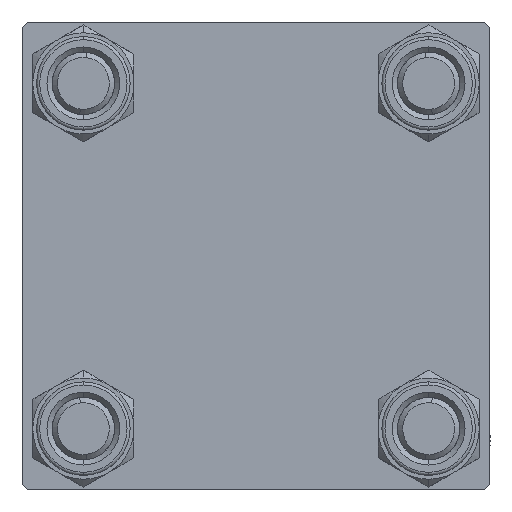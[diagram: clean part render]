
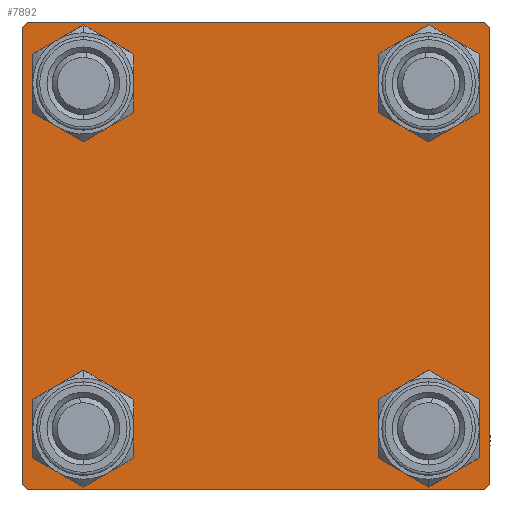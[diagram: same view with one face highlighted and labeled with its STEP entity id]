
A CAD part, left-side view. The second image highlights one B-rep face of the part: STEP entity #7892.
In plain terms, the highlighted planar face has unit normal (-1, 0, 0).
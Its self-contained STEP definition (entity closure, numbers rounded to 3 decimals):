
#168 = CARTESIAN_POINT ( 'NONE',  ( 0., -22., 22.5 ) ) ;
#525 = VERTEX_POINT ( 'NONE', #42291 ) ;
#702 = EDGE_CURVE ( 'NONE', #10557, #47532, #15732, .T. ) ;
#1525 = DIRECTION ( 'NONE',  ( -1., 0., 0. ) ) ;
#1707 = EDGE_CURVE ( 'NONE', #35501, #31532, #48059, .T. ) ;
#1839 = DIRECTION ( 'NONE',  ( 1., 0., 0. ) ) ;
#1892 = CARTESIAN_POINT ( 'NONE',  ( 0., -22.25, 22.25 ) ) ;
#2477 = ORIENTED_EDGE ( 'NONE', *, *, #43780, .F. ) ;
#2951 = EDGE_LOOP ( 'NONE', ( #43933, #8031 ) ) ;
#3008 = VECTOR ( 'NONE', #46521, 1000. ) ;
#3209 = ORIENTED_EDGE ( 'NONE', *, *, #44315, .T. ) ;
#3540 = ORIENTED_EDGE ( 'NONE', *, *, #16015, .T. ) ;
#3964 = ORIENTED_EDGE ( 'NONE', *, *, #702, .T. ) ;
#4091 = EDGE_CURVE ( 'NONE', #525, #31532, #37264, .T. ) ;
#4097 = CARTESIAN_POINT ( 'NONE',  ( 0., 16.6, -16.6 ) ) ;
#4296 = CARTESIAN_POINT ( 'NONE',  ( 0., -16.6, -16.6 ) ) ;
#4325 = LINE ( 'NONE', #19351, #18786 ) ;
#4942 = VERTEX_POINT ( 'NONE', #26429 ) ;
#5056 = DIRECTION ( 'NONE',  ( 0., -1., 0. ) ) ;
#6636 = CIRCLE ( 'NONE', #21283, 3.5 ) ;
#7002 = EDGE_CURVE ( 'NONE', #44240, #4942, #22778, .T. ) ;
#7892 = ADVANCED_FACE ( 'NONE', ( #20853, #10135, #21594, #33318, #13965 ), #41213, .T. ) ;
#8031 = ORIENTED_EDGE ( 'NONE', *, *, #15967, .T. ) ;
#8527 = CIRCLE ( 'NONE', #22346, 3.5 ) ;
#8644 = DIRECTION ( 'NONE',  ( 1., 0., 0. ) ) ;
#8678 = VECTOR ( 'NONE', #43255, 1000. ) ;
#8747 = CARTESIAN_POINT ( 'NONE',  ( 0., -22.5, 22.5 ) ) ;
#9826 = EDGE_LOOP ( 'NONE', ( #22275, #33499 ) ) ;
#10041 = VERTEX_POINT ( 'NONE', #29943 ) ;
#10135 = FACE_BOUND ( 'NONE', #28651, .T. ) ;
#10557 = VERTEX_POINT ( 'NONE', #11009 ) ;
#10912 = EDGE_LOOP ( 'NONE', ( #35537, #33233 ) ) ;
#10994 = AXIS2_PLACEMENT_3D ( 'NONE', #4097, #8644, #35649 ) ;
#11009 = CARTESIAN_POINT ( 'NONE',  ( 0., -16.6, -20.1 ) ) ;
#13965 = FACE_OUTER_BOUND ( 'NONE', #42852, .T. ) ;
#14628 = EDGE_CURVE ( 'NONE', #19059, #18211, #22662, .T. ) ;
#14978 = DIRECTION ( 'NONE',  ( 0., 0., 1. ) ) ;
#15602 = DIRECTION ( 'NONE',  ( 1., 0., 0. ) ) ;
#15732 = CIRCLE ( 'NONE', #38524, 3.5 ) ;
#15967 = EDGE_CURVE ( 'NONE', #26403, #10041, #19885, .T. ) ;
#16015 = EDGE_CURVE ( 'NONE', #47532, #10557, #8527, .T. ) ;
#16103 = DIRECTION ( 'NONE',  ( 0., 0., 1. ) ) ;
#16593 = VECTOR ( 'NONE', #38067, 1000. ) ;
#16626 = LINE ( 'NONE', #8747, #29497 ) ;
#16771 = CARTESIAN_POINT ( 'NONE',  ( 0., -16.6, -13.1 ) ) ;
#16815 = CARTESIAN_POINT ( 'NONE',  ( 0., -16.6, -16.6 ) ) ;
#17923 = VERTEX_POINT ( 'NONE', #35514 ) ;
#18107 = EDGE_CURVE ( 'NONE', #49976, #37836, #32127, .T. ) ;
#18211 = VERTEX_POINT ( 'NONE', #21363 ) ;
#18387 = AXIS2_PLACEMENT_3D ( 'NONE', #40731, #36414, #32584 ) ;
#18786 = VECTOR ( 'NONE', #38953, 1000. ) ;
#19059 = VERTEX_POINT ( 'NONE', #49164 ) ;
#19330 = LINE ( 'NONE', #31779, #32195 ) ;
#19351 = CARTESIAN_POINT ( 'NONE',  ( 0., 22.5, 22.5 ) ) ;
#19885 = CIRCLE ( 'NONE', #48333, 3.5 ) ;
#20147 = AXIS2_PLACEMENT_3D ( 'NONE', #30632, #15602, #16103 ) ;
#20285 = ORIENTED_EDGE ( 'NONE', *, *, #39181, .T. ) ;
#20648 = VECTOR ( 'NONE', #5056, 1000. ) ;
#20853 = FACE_BOUND ( 'NONE', #10912, .T. ) ;
#20921 = EDGE_CURVE ( 'NONE', #35501, #17923, #35359, .T. ) ;
#21174 = VERTEX_POINT ( 'NONE', #48068 ) ;
#21283 = AXIS2_PLACEMENT_3D ( 'NONE', #44342, #1839, #48153 ) ;
#21348 = CARTESIAN_POINT ( 'NONE',  ( 0., 0., 0. ) ) ;
#21363 = CARTESIAN_POINT ( 'NONE',  ( 0., -16.6, 13.1 ) ) ;
#21594 = FACE_BOUND ( 'NONE', #9826, .T. ) ;
#22275 = ORIENTED_EDGE ( 'NONE', *, *, #22865, .T. ) ;
#22346 = AXIS2_PLACEMENT_3D ( 'NONE', #16815, #37178, #44319 ) ;
#22662 = CIRCLE ( 'NONE', #23489, 3.5 ) ;
#22778 = LINE ( 'NONE', #49766, #16593 ) ;
#22865 = EDGE_CURVE ( 'NONE', #37836, #49976, #37912, .T. ) ;
#23030 = ORIENTED_EDGE ( 'NONE', *, *, #7002, .T. ) ;
#23489 = AXIS2_PLACEMENT_3D ( 'NONE', #30383, #38288, #27075 ) ;
#23844 = EDGE_CURVE ( 'NONE', #21174, #44240, #19330, .T. ) ;
#25025 = CARTESIAN_POINT ( 'NONE',  ( 0., 16.6, -13.1 ) ) ;
#25216 = DIRECTION ( 'NONE',  ( 0., 0., 1. ) ) ;
#26403 = VERTEX_POINT ( 'NONE', #49545 ) ;
#26429 = CARTESIAN_POINT ( 'NONE',  ( 0., -22., -22.5 ) ) ;
#26453 = ORIENTED_EDGE ( 'NONE', *, *, #4091, .T. ) ;
#26665 = CARTESIAN_POINT ( 'NONE',  ( 0., 22., -22.5 ) ) ;
#27075 = DIRECTION ( 'NONE',  ( 0., 0., 1. ) ) ;
#28097 = DIRECTION ( 'NONE',  ( 0., 0., -1. ) ) ;
#28135 = ORIENTED_EDGE ( 'NONE', *, *, #20921, .T. ) ;
#28651 = EDGE_LOOP ( 'NONE', ( #3540, #3964 ) ) ;
#29497 = VECTOR ( 'NONE', #28097, 1000. ) ;
#29902 = ORIENTED_EDGE ( 'NONE', *, *, #23844, .T. ) ;
#29943 = CARTESIAN_POINT ( 'NONE',  ( 0., 16.6, 20.1 ) ) ;
#30383 = CARTESIAN_POINT ( 'NONE',  ( 0., -16.6, 16.6 ) ) ;
#30632 = CARTESIAN_POINT ( 'NONE',  ( 0., 16.6, 16.6 ) ) ;
#30787 = CARTESIAN_POINT ( 'NONE',  ( 0., 22.25, 22.25 ) ) ;
#30987 = CARTESIAN_POINT ( 'NONE',  ( 0., -22.25, -22.25 ) ) ;
#31532 = VERTEX_POINT ( 'NONE', #168 ) ;
#31779 = CARTESIAN_POINT ( 'NONE',  ( 0., 22.25, -22.25 ) ) ;
#32127 = CIRCLE ( 'NONE', #10994, 3.5 ) ;
#32195 = VECTOR ( 'NONE', #34859, 1000. ) ;
#32584 = DIRECTION ( 'NONE',  ( 0., 0., 1. ) ) ;
#33192 = DIRECTION ( 'NONE',  ( 0., 0.707, 0.707 ) ) ;
#33233 = ORIENTED_EDGE ( 'NONE', *, *, #41224, .T. ) ;
#33318 = FACE_BOUND ( 'NONE', #2951, .T. ) ;
#33499 = ORIENTED_EDGE ( 'NONE', *, *, #18107, .T. ) ;
#34345 = DIRECTION ( 'NONE',  ( 1., 0., 0. ) ) ;
#34816 = LINE ( 'NONE', #30987, #3008 ) ;
#34859 = DIRECTION ( 'NONE',  ( 0., -0.707, -0.707 ) ) ;
#35147 = CARTESIAN_POINT ( 'NONE',  ( 0., -22.5, -22. ) ) ;
#35359 = LINE ( 'NONE', #30787, #8678 ) ;
#35501 = VERTEX_POINT ( 'NONE', #37642 ) ;
#35514 = CARTESIAN_POINT ( 'NONE',  ( 0., 22.5, 22. ) ) ;
#35537 = ORIENTED_EDGE ( 'NONE', *, *, #14628, .T. ) ;
#35649 = DIRECTION ( 'NONE',  ( 0., 0., 1. ) ) ;
#36177 = CARTESIAN_POINT ( 'NONE',  ( 0., 16.6, 16.6 ) ) ;
#36414 = DIRECTION ( 'NONE',  ( 1., 0., 0. ) ) ;
#37178 = DIRECTION ( 'NONE',  ( 1., 0., 0. ) ) ;
#37192 = CIRCLE ( 'NONE', #20147, 3.5 ) ;
#37264 = LINE ( 'NONE', #1892, #49207 ) ;
#37281 = ORIENTED_EDGE ( 'NONE', *, *, #1707, .F. ) ;
#37642 = CARTESIAN_POINT ( 'NONE',  ( 0., 22., 22.5 ) ) ;
#37836 = VERTEX_POINT ( 'NONE', #25025 ) ;
#37912 = CIRCLE ( 'NONE', #18387, 3.5 ) ;
#38067 = DIRECTION ( 'NONE',  ( 0., -1., 0. ) ) ;
#38288 = DIRECTION ( 'NONE',  ( 1., 0., 0. ) ) ;
#38524 = AXIS2_PLACEMENT_3D ( 'NONE', #4296, #34345, #14978 ) ;
#38953 = DIRECTION ( 'NONE',  ( 0., 0., -1. ) ) ;
#39181 = EDGE_CURVE ( 'NONE', #17923, #21174, #4325, .T. ) ;
#40504 = DIRECTION ( 'NONE',  ( 1., 0., 0. ) ) ;
#40731 = CARTESIAN_POINT ( 'NONE',  ( 0., 16.6, -16.6 ) ) ;
#41213 = PLANE ( 'NONE',  #49163 ) ;
#41224 = EDGE_CURVE ( 'NONE', #18211, #19059, #6636, .T. ) ;
#41493 = VERTEX_POINT ( 'NONE', #35147 ) ;
#42291 = CARTESIAN_POINT ( 'NONE',  ( 0., -22.5, 22. ) ) ;
#42852 = EDGE_LOOP ( 'NONE', ( #20285, #29902, #23030, #3209, #2477, #26453, #37281, #28135 ) ) ;
#43255 = DIRECTION ( 'NONE',  ( 0., 0.707, -0.707 ) ) ;
#43780 = EDGE_CURVE ( 'NONE', #525, #41493, #16626, .T. ) ;
#43933 = ORIENTED_EDGE ( 'NONE', *, *, #47326, .T. ) ;
#43998 = CARTESIAN_POINT ( 'NONE',  ( 0., 22.5, 22.5 ) ) ;
#44240 = VERTEX_POINT ( 'NONE', #26665 ) ;
#44315 = EDGE_CURVE ( 'NONE', #4942, #41493, #34816, .T. ) ;
#44319 = DIRECTION ( 'NONE',  ( 0., 0., 1. ) ) ;
#44342 = CARTESIAN_POINT ( 'NONE',  ( 0., -16.6, 16.6 ) ) ;
#44524 = DIRECTION ( 'NONE',  ( 0., 0., 1. ) ) ;
#45334 = CARTESIAN_POINT ( 'NONE',  ( 0., 16.6, -20.1 ) ) ;
#46521 = DIRECTION ( 'NONE',  ( 0., -0.707, 0.707 ) ) ;
#47326 = EDGE_CURVE ( 'NONE', #10041, #26403, #37192, .T. ) ;
#47532 = VERTEX_POINT ( 'NONE', #16771 ) ;
#48059 = LINE ( 'NONE', #43998, #20648 ) ;
#48068 = CARTESIAN_POINT ( 'NONE',  ( 0., 22.5, -22. ) ) ;
#48153 = DIRECTION ( 'NONE',  ( 0., 0., 1. ) ) ;
#48333 = AXIS2_PLACEMENT_3D ( 'NONE', #36177, #40504, #25216 ) ;
#49163 = AXIS2_PLACEMENT_3D ( 'NONE', #21348, #1525, #44524 ) ;
#49164 = CARTESIAN_POINT ( 'NONE',  ( 0., -16.6, 20.1 ) ) ;
#49207 = VECTOR ( 'NONE', #33192, 1000. ) ;
#49545 = CARTESIAN_POINT ( 'NONE',  ( 0., 16.6, 13.1 ) ) ;
#49766 = CARTESIAN_POINT ( 'NONE',  ( 0., 22.5, -22.5 ) ) ;
#49976 = VERTEX_POINT ( 'NONE', #45334 ) ;
